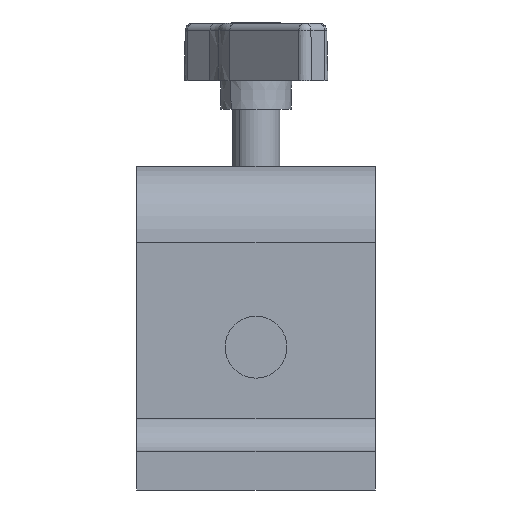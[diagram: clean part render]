
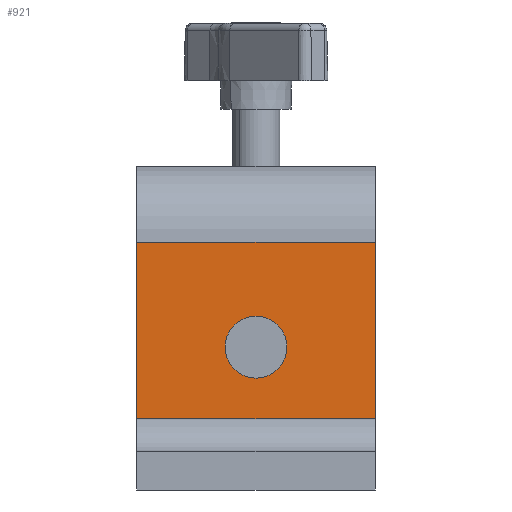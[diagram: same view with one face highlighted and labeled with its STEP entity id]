
A CAD part, front view. The second image highlights one B-rep face of the part: STEP entity #921.
In plain terms, the highlighted planar face has unit normal (0, -1, 0).
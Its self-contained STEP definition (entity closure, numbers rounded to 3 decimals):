
#921 = ADVANCED_FACE ( 'NONE', ( #10701, #3649 ), #9022, .T. ) ;
#1298 = ORIENTED_EDGE ( 'NONE', *, *, #6637, .F. ) ;
#1470 = DIRECTION ( 'NONE',  ( 0., -1., 0. ) ) ;
#2055 = CIRCLE ( 'NONE', #5071, 6.5 ) ;
#2110 = EDGE_LOOP ( 'NONE', ( #16553, #8101 ) ) ;
#2597 = DIRECTION ( 'NONE',  ( 0., 0., 1. ) ) ;
#3017 = CARTESIAN_POINT ( 'NONE',  ( -25., 0., -53. ) ) ;
#3213 = CARTESIAN_POINT ( 'NONE',  ( 25., 0., -53. ) ) ;
#3218 = DIRECTION ( 'NONE',  ( 0., -1., 0. ) ) ;
#3305 = CIRCLE ( 'NONE', #9623, 6.5 ) ;
#3511 = AXIS2_PLACEMENT_3D ( 'NONE', #12779, #1470, #5457 ) ;
#3649 = FACE_OUTER_BOUND ( 'NONE', #11965, .T. ) ;
#3920 = EDGE_CURVE ( 'NONE', #4077, #15640, #6886, .T. ) ;
#4077 = VERTEX_POINT ( 'NONE', #15082 ) ;
#4690 = VECTOR ( 'NONE', #14452, 1000. ) ;
#4755 = CARTESIAN_POINT ( 'NONE',  ( 25., 0., -53. ) ) ;
#5071 = AXIS2_PLACEMENT_3D ( 'NONE', #6262, #11640, #15490 ) ;
#5434 = VERTEX_POINT ( 'NONE', #4755 ) ;
#5457 = DIRECTION ( 'NONE',  ( 0., 0., -1. ) ) ;
#6050 = DIRECTION ( 'NONE',  ( 0., 0., -1. ) ) ;
#6262 = CARTESIAN_POINT ( 'NONE',  ( 0., 0., -38. ) ) ;
#6637 = EDGE_CURVE ( 'NONE', #16023, #15640, #15108, .T. ) ;
#6758 = CARTESIAN_POINT ( 'NONE',  ( -25., 0., -16. ) ) ;
#6886 = LINE ( 'NONE', #10839, #4690 ) ;
#7054 = VERTEX_POINT ( 'NONE', #12315 ) ;
#7668 = VECTOR ( 'NONE', #2597, 1000. ) ;
#7759 = CARTESIAN_POINT ( 'NONE',  ( -25., 0., -53. ) ) ;
#7918 = LINE ( 'NONE', #3213, #15817 ) ;
#8101 = ORIENTED_EDGE ( 'NONE', *, *, #11517, .F. ) ;
#9022 = PLANE ( 'NONE',  #3511 ) ;
#9597 = CARTESIAN_POINT ( 'NONE',  ( 0., 0., -38. ) ) ;
#9623 = AXIS2_PLACEMENT_3D ( 'NONE', #9597, #3218, #6050 ) ;
#10358 = ORIENTED_EDGE ( 'NONE', *, *, #3920, .T. ) ;
#10701 = FACE_BOUND ( 'NONE', #2110, .T. ) ;
#10710 = VERTEX_POINT ( 'NONE', #15263 ) ;
#10839 = CARTESIAN_POINT ( 'NONE',  ( 25., 0., -16. ) ) ;
#10873 = VECTOR ( 'NONE', #12026, 1000. ) ;
#11517 = EDGE_CURVE ( 'NONE', #10710, #7054, #3305, .T. ) ;
#11640 = DIRECTION ( 'NONE',  ( 0., -1., 0. ) ) ;
#11965 = EDGE_LOOP ( 'NONE', ( #1298, #15373, #13794, #10358 ) ) ;
#12026 = DIRECTION ( 'NONE',  ( 0., 0., 1. ) ) ;
#12254 = EDGE_CURVE ( 'NONE', #5434, #16023, #7918, .T. ) ;
#12315 = CARTESIAN_POINT ( 'NONE',  ( 0., 0., -44.5 ) ) ;
#12615 = EDGE_CURVE ( 'NONE', #7054, #10710, #2055, .T. ) ;
#12779 = CARTESIAN_POINT ( 'NONE',  ( 25., 0., -53. ) ) ;
#13506 = DIRECTION ( 'NONE',  ( -1., 0., 0. ) ) ;
#13650 = EDGE_CURVE ( 'NONE', #5434, #4077, #16163, .T. ) ;
#13794 = ORIENTED_EDGE ( 'NONE', *, *, #13650, .T. ) ;
#14452 = DIRECTION ( 'NONE',  ( -1., 0., 0. ) ) ;
#15082 = CARTESIAN_POINT ( 'NONE',  ( 25., 0., -16. ) ) ;
#15108 = LINE ( 'NONE', #3017, #10873 ) ;
#15263 = CARTESIAN_POINT ( 'NONE',  ( 0., 0., -31.5 ) ) ;
#15373 = ORIENTED_EDGE ( 'NONE', *, *, #12254, .F. ) ;
#15490 = DIRECTION ( 'NONE',  ( 0., 0., -1. ) ) ;
#15568 = CARTESIAN_POINT ( 'NONE',  ( 25., 0., -53. ) ) ;
#15640 = VERTEX_POINT ( 'NONE', #6758 ) ;
#15817 = VECTOR ( 'NONE', #13506, 1000. ) ;
#16023 = VERTEX_POINT ( 'NONE', #7759 ) ;
#16163 = LINE ( 'NONE', #15568, #7668 ) ;
#16553 = ORIENTED_EDGE ( 'NONE', *, *, #12615, .F. ) ;
